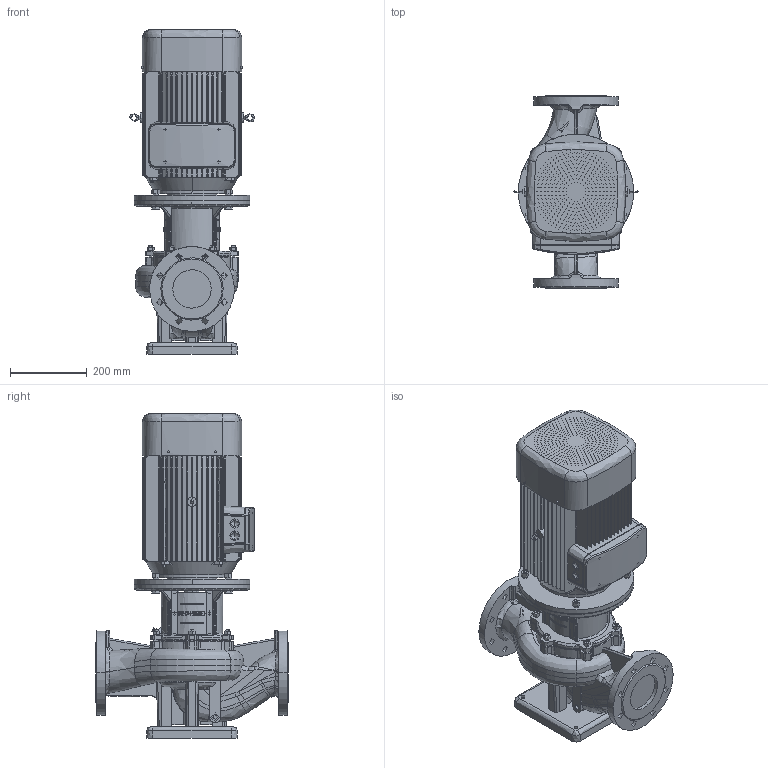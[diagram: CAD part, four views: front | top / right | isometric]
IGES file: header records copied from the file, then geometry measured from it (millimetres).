
Global section: file name: 015P2042 (RV 100-2702); native system: AutoCAD 2021 — Русский (Russian),62HAutod; preprocessor: esk Translation Framework DWG producer (atf_dwg_producer); organization: unknown; date: 20230328.222009; units: millimetre
Bounding box: 326 x 500 x 844 mm (x, y, z)
Volume: 36094205 mm3; surface area: 2345008.7 mm2
Topology: 55 solids, 57 shells, 4331 faces, 13281 edges, 9709 vertices
Faces by surface type: bspline 4219, revolution 112
